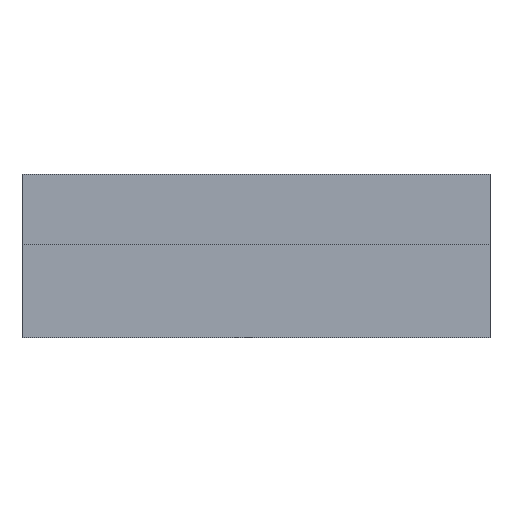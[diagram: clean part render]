
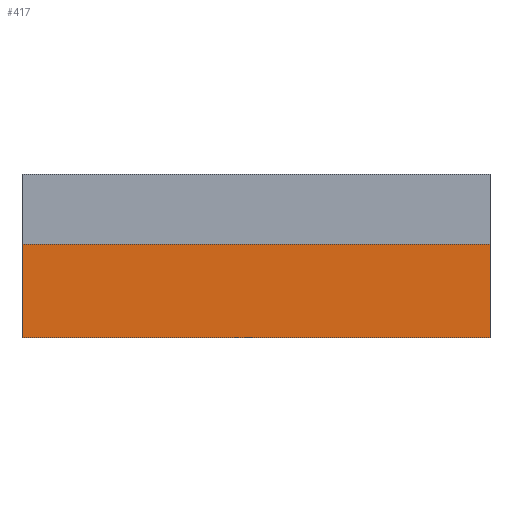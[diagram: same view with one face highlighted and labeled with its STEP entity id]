
A CAD part, front view. The second image highlights one B-rep face of the part: STEP entity #417.
In plain terms, the highlighted planar face has unit normal (0, -1, 0).
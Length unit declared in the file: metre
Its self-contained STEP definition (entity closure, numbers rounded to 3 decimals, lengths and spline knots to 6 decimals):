
#90=ORIENTED_EDGE('',*,*,#170,.T.);
#91=ORIENTED_EDGE('',*,*,#148,.F.);
#92=ORIENTED_EDGE('',*,*,#173,.F.);
#93=ORIENTED_EDGE('',*,*,#156,.T.);
#148=EDGE_CURVE('',#196,#197,#236,.T.);
#156=EDGE_CURVE('',#203,#202,#244,.T.);
#170=EDGE_CURVE('',#202,#197,#252,.T.);
#173=EDGE_CURVE('',#203,#196,#255,.T.);
#196=VERTEX_POINT('',#635);
#197=VERTEX_POINT('',#637);
#202=VERTEX_POINT('',#651);
#203=VERTEX_POINT('',#653);
#236=LINE('',#636,#260);
#244=LINE('',#652,#268);
#252=LINE('',#680,#276);
#255=LINE('',#685,#279);
#260=VECTOR('',#507,1.);
#268=VECTOR('',#519,1.);
#276=VECTOR('',#545,1.);
#279=VECTOR('',#552,1.);
#293=EDGE_LOOP('',(#90,#91,#92,#93));
#351=FACE_BOUND('',#293,.T.);
#403=PLANE('',#462);
#417=ADVANCED_FACE('',(#351),#403,.F.);
#462=AXIS2_PLACEMENT_3D('',#684,#550,#551);
#507=DIRECTION('',(0.,0.,1.));
#519=DIRECTION('',(0.,0.,1.));
#545=DIRECTION('',(-1.,0.,0.));
#550=DIRECTION('',(0.,1.,0.));
#551=DIRECTION('',(-1.,0.,0.));
#552=DIRECTION('',(-1.,0.,0.));
#635=CARTESIAN_POINT('',(-0.015,-0.06,-0.006));
#636=CARTESIAN_POINT('',(-0.015,-0.06,-0.006));
#637=CARTESIAN_POINT('',(-0.015,-0.06,0.));
#651=CARTESIAN_POINT('',(0.015,-0.06,0.));
#652=CARTESIAN_POINT('',(0.015,-0.06,-0.006));
#653=CARTESIAN_POINT('',(0.015,-0.06,-0.006));
#680=CARTESIAN_POINT('',(0.,-0.06,0.));
#684=CARTESIAN_POINT('',(0.,-0.06,-0.006));
#685=CARTESIAN_POINT('',(0.,-0.06,-0.006));
